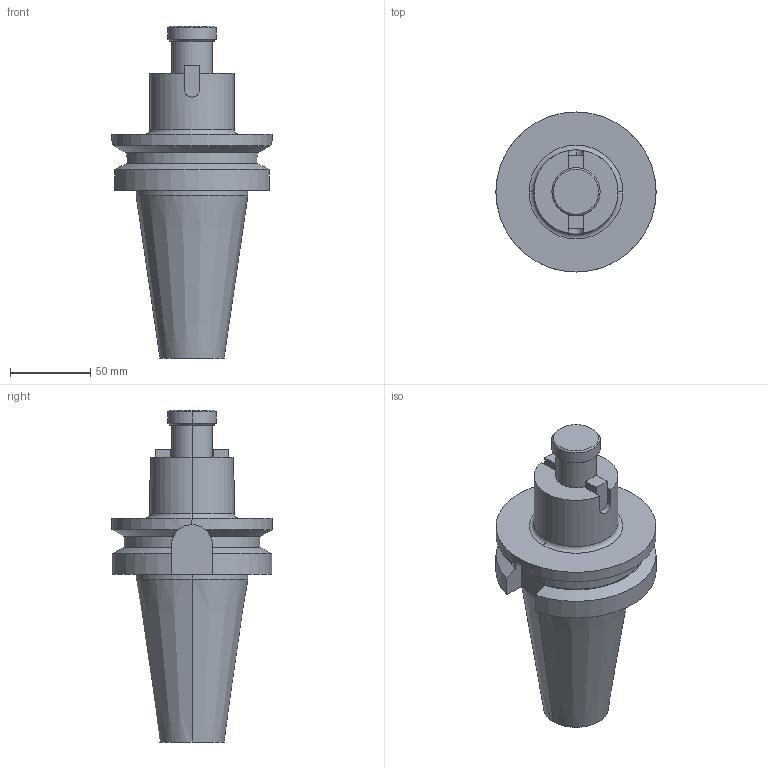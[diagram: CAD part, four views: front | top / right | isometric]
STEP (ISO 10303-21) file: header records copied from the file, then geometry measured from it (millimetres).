
FILE_DESCRIPTION (( 'STEP AP203' ), '1' );
FILE_NAME ('STP-SATE-16639-3.STEP', '2020-07-03T01:14:34', ( '' ), ( '' ), 'SwSTEP 2.0', 'SolidWorks 2017', '' );
FILE_SCHEMA (( 'CONFIG_CONTROL_DESIGN' ));
Length unit declared in the file: millimetre
Products named in the file (1): STP-SATE-16639-3
Bounding box: 100 x 100 x 207.4 mm (x, y, z)
Volume: 566675.6 mm3; surface area: 60244 mm2
Topology: 2 solids, 2 shells, 76 faces, 183 edges, 114 vertices
Faces by surface type: plane 32, cylinder 26, cone 16, torus 2
Entity records: 2401 total; most frequent: CARTESIAN_POINT 547, DIRECTION 380, ORIENTED_EDGE 362, EDGE_CURVE 181, AXIS2_PLACEMENT_3D 141, VERTEX_POINT 114, LINE 98, VECTOR 98
